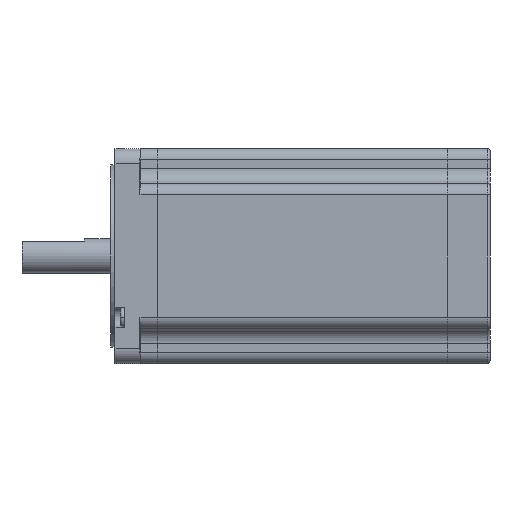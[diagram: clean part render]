
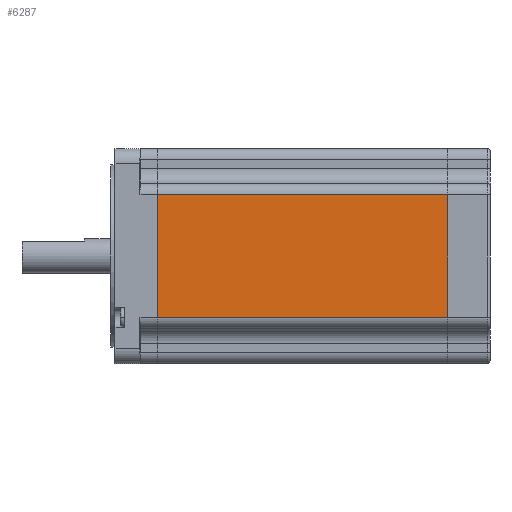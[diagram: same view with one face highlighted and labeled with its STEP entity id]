
A CAD part, left-side view. The second image highlights one B-rep face of the part: STEP entity #6287.
In plain terms, the highlighted planar face has unit normal (-1, 0, 0).
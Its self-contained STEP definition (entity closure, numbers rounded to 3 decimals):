
#607 = VERTEX_POINT ( 'NONE', #3860 ) ;
#663 = LINE ( 'NONE', #2355, #6524 ) ;
#689 = LINE ( 'NONE', #985, #3727 ) ;
#702 = PLANE ( 'NONE',  #5746 ) ;
#798 = EDGE_CURVE ( 'NONE', #1332, #3772, #689, .T. ) ;
#964 = VERTEX_POINT ( 'NONE', #2039 ) ;
#985 = CARTESIAN_POINT ( 'NONE',  ( 0., 116., -67.5 ) ) ;
#1332 = VERTEX_POINT ( 'NONE', #2908 ) ;
#1519 = VECTOR ( 'NONE', #5080, 1000. ) ;
#1555 = CARTESIAN_POINT ( 'NONE',  ( 0., 116., -18.5 ) ) ;
#1681 = ORIENTED_EDGE ( 'NONE', *, *, #3291, .F. ) ;
#2039 = CARTESIAN_POINT ( 'NONE',  ( 0., 0., -18.5 ) ) ;
#2311 = CARTESIAN_POINT ( 'NONE',  ( 0., 0., -67.5 ) ) ;
#2355 = CARTESIAN_POINT ( 'NONE',  ( 0., 116., -18.5 ) ) ;
#2457 = CARTESIAN_POINT ( 'NONE',  ( 0., 116., -18.5 ) ) ;
#2908 = CARTESIAN_POINT ( 'NONE',  ( 0., 116., -67.5 ) ) ;
#3033 = DIRECTION ( 'NONE',  ( 0., 0., -1. ) ) ;
#3209 = ORIENTED_EDGE ( 'NONE', *, *, #6986, .T. ) ;
#3291 = EDGE_CURVE ( 'NONE', #607, #964, #3964, .T. ) ;
#3727 = VECTOR ( 'NONE', #4239, 1000. ) ;
#3772 = VERTEX_POINT ( 'NONE', #2311 ) ;
#3860 = CARTESIAN_POINT ( 'NONE',  ( 0., 116., -18.5 ) ) ;
#3964 = LINE ( 'NONE', #1555, #5295 ) ;
#4239 = DIRECTION ( 'NONE',  ( 0., -1., 0. ) ) ;
#4513 = CARTESIAN_POINT ( 'NONE',  ( 0., 0., -18.5 ) ) ;
#4523 = ORIENTED_EDGE ( 'NONE', *, *, #798, .T. ) ;
#5080 = DIRECTION ( 'NONE',  ( 0., 0., 1. ) ) ;
#5295 = VECTOR ( 'NONE', #7224, 1000. ) ;
#5358 = FACE_OUTER_BOUND ( 'NONE', #6079, .T. ) ;
#5746 = AXIS2_PLACEMENT_3D ( 'NONE', #2457, #6406, #3033 ) ;
#5789 = EDGE_CURVE ( 'NONE', #1332, #607, #663, .T. ) ;
#6011 = ORIENTED_EDGE ( 'NONE', *, *, #5789, .F. ) ;
#6029 = LINE ( 'NONE', #4513, #1519 ) ;
#6079 = EDGE_LOOP ( 'NONE', ( #3209, #1681, #6011, #4523 ) ) ;
#6287 = ADVANCED_FACE ( 'NONE', ( #5358 ), #702, .F. ) ;
#6300 = DIRECTION ( 'NONE',  ( 0., 0., 1. ) ) ;
#6406 = DIRECTION ( 'NONE',  ( 1., 0., 0. ) ) ;
#6524 = VECTOR ( 'NONE', #6300, 1000. ) ;
#6986 = EDGE_CURVE ( 'NONE', #3772, #964, #6029, .T. ) ;
#7224 = DIRECTION ( 'NONE',  ( 0., -1., 0. ) ) ;
